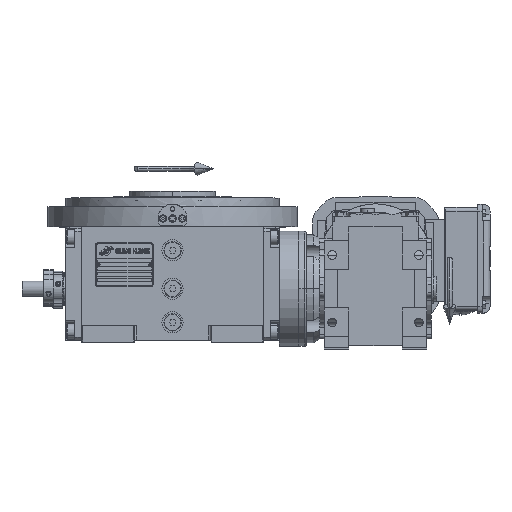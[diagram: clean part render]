
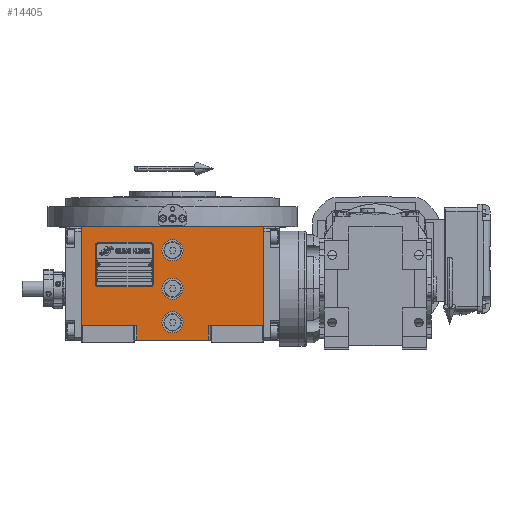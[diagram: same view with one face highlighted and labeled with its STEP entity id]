
A CAD part, top view. The second image highlights one B-rep face of the part: STEP entity #14405.
In plain terms, the highlighted planar face has unit normal (0, 0, 1).
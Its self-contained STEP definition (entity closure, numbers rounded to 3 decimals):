
#2454 = ORIENTED_EDGE ( 'NONE', *, *, #108476, .F. ) ;
#2721 = CARTESIAN_POINT ( 'NONE',  ( 37., -38.5, 163.5 ) ) ;
#4446 = EDGE_CURVE ( 'NONE', #35122, #81634, #61031, .T. ) ;
#6959 = EDGE_CURVE ( 'NONE', #41306, #30931, #56177, .T. ) ;
#8300 = DIRECTION ( 'NONE',  ( -1., 0., 0. ) ) ;
#9866 = EDGE_CURVE ( 'NONE', #14047, #18432, #22826, .T. ) ;
#10665 = VERTEX_POINT ( 'NONE', #43078 ) ;
#10688 = DIRECTION ( 'NONE',  ( 0., 0., 1. ) ) ;
#12045 = EDGE_CURVE ( 'NONE', #14047, #74150, #53100, .T. ) ;
#14047 = VERTEX_POINT ( 'NONE', #35727 ) ;
#14389 = DIRECTION ( 'NONE',  ( 0., 0., 1. ) ) ;
#14405 = ADVANCED_FACE ( 'NONE', ( #31788, #75401, #82100, #40081 ), #109152, .T. ) ;
#14814 = AXIS2_PLACEMENT_3D ( 'NONE', #37672, #45962, #70281 ) ;
#15330 = CARTESIAN_POINT ( 'NONE',  ( -37., -38.5, 163.5 ) ) ;
#16080 = EDGE_CURVE ( 'NONE', #30931, #41306, #89559, .T. ) ;
#16448 = ORIENTED_EDGE ( 'NONE', *, *, #22219, .F. ) ;
#16631 = CARTESIAN_POINT ( 'NONE',  ( 0., 40., 163.5 ) ) ;
#18432 = VERTEX_POINT ( 'NONE', #15330 ) ;
#18762 = LINE ( 'NONE', #59706, #85563 ) ;
#19635 = ORIENTED_EDGE ( 'NONE', *, *, #35587, .T. ) ;
#20428 = ORIENTED_EDGE ( 'NONE', *, *, #48027, .T. ) ;
#22219 = EDGE_CURVE ( 'NONE', #62622, #34734, #96207, .T. ) ;
#22289 = DIRECTION ( 'NONE',  ( 0., 1., 0. ) ) ;
#22723 = DIRECTION ( 'NONE',  ( 1., 0., 0. ) ) ;
#22826 = LINE ( 'NONE', #80874, #72624 ) ;
#23711 = ORIENTED_EDGE ( 'NONE', *, *, #9866, .F. ) ;
#23980 = VERTEX_POINT ( 'NONE', #90294 ) ;
#24547 = CARTESIAN_POINT ( 'NONE',  ( -94.5, -53.5, 163.5 ) ) ;
#25171 = ORIENTED_EDGE ( 'NONE', *, *, #12045, .T. ) ;
#25537 = CARTESIAN_POINT ( 'NONE',  ( -94.5, 64.5, 163.5 ) ) ;
#25722 = AXIS2_PLACEMENT_3D ( 'NONE', #73575, #91255, #8300 ) ;
#26565 = DIRECTION ( 'NONE',  ( 1., 0., 0. ) ) ;
#27008 = VECTOR ( 'NONE', #26565, 1000. ) ;
#27820 = DIRECTION ( 'NONE',  ( 1., 0., 0. ) ) ;
#30210 = EDGE_CURVE ( 'NONE', #10665, #98114, #39781, .T. ) ;
#30607 = ORIENTED_EDGE ( 'NONE', *, *, #108619, .T. ) ;
#30837 = VECTOR ( 'NONE', #22723, 1000. ) ;
#30931 = VERTEX_POINT ( 'NONE', #48343 ) ;
#31788 = FACE_BOUND ( 'NONE', #44943, .T. ) ;
#32204 = EDGE_LOOP ( 'NONE', ( #99706, #57822 ) ) ;
#32599 = DIRECTION ( 'NONE',  ( 1., 0., 0. ) ) ;
#34281 = LINE ( 'NONE', #82943, #73897 ) ;
#34734 = VERTEX_POINT ( 'NONE', #92732 ) ;
#35008 = AXIS2_PLACEMENT_3D ( 'NONE', #16631, #49820, #49281 ) ;
#35122 = VERTEX_POINT ( 'NONE', #73823 ) ;
#35587 = EDGE_CURVE ( 'NONE', #62622, #18432, #34281, .T. ) ;
#35727 = CARTESIAN_POINT ( 'NONE',  ( -37., -53.5, 163.5 ) ) ;
#36028 = CARTESIAN_POINT ( 'NONE',  ( 11., -35., 163.5 ) ) ;
#37672 = CARTESIAN_POINT ( 'NONE',  ( 0., 0., 163.5 ) ) ;
#39781 = CIRCLE ( 'NONE', #73297, 11. ) ;
#39875 = CARTESIAN_POINT ( 'NONE',  ( 94.5, -38.5, 163.5 ) ) ;
#40081 = FACE_OUTER_BOUND ( 'NONE', #70828, .T. ) ;
#40291 = CARTESIAN_POINT ( 'NONE',  ( -11., 40., 163.5 ) ) ;
#41306 = VERTEX_POINT ( 'NONE', #40291 ) ;
#43008 = ORIENTED_EDGE ( 'NONE', *, *, #16080, .F. ) ;
#43078 = CARTESIAN_POINT ( 'NONE',  ( 11., 0., 163.5 ) ) ;
#44240 = CARTESIAN_POINT ( 'NONE',  ( -37., -53.5, 163.5 ) ) ;
#44645 = CIRCLE ( 'NONE', #85229, 11. ) ;
#44943 = EDGE_LOOP ( 'NONE', ( #104699, #2454 ) ) ;
#45895 = DIRECTION ( 'NONE',  ( 0., 1., 0. ) ) ;
#45962 = DIRECTION ( 'NONE',  ( 0., 0., 1. ) ) ;
#46927 = LINE ( 'NONE', #2721, #74711 ) ;
#48027 = EDGE_CURVE ( 'NONE', #100850, #23980, #18762, .T. ) ;
#48129 = CARTESIAN_POINT ( 'NONE',  ( 0., 0., 163.5 ) ) ;
#48171 = CARTESIAN_POINT ( 'NONE',  ( 37., -38.5, 163.5 ) ) ;
#48343 = CARTESIAN_POINT ( 'NONE',  ( 11., 40., 163.5 ) ) ;
#49281 = DIRECTION ( 'NONE',  ( -1., 0., 0. ) ) ;
#49521 = VECTOR ( 'NONE', #103463, 1000. ) ;
#49820 = DIRECTION ( 'NONE',  ( 0., 0., 1. ) ) ;
#50550 = DIRECTION ( 'NONE',  ( 1., 0., 0. ) ) ;
#51635 = CARTESIAN_POINT ( 'NONE',  ( 0., 40., 163.5 ) ) ;
#53100 = LINE ( 'NONE', #44240, #27008 ) ;
#55235 = DIRECTION ( 'NONE',  ( 0., -1., 0. ) ) ;
#55446 = AXIS2_PLACEMENT_3D ( 'NONE', #24547, #64975, #50550 ) ;
#55889 = CARTESIAN_POINT ( 'NONE',  ( 0., -35., 163.5 ) ) ;
#56177 = CIRCLE ( 'NONE', #35008, 11. ) ;
#56601 = CARTESIAN_POINT ( 'NONE',  ( 37., -38.5, 163.5 ) ) ;
#57822 = ORIENTED_EDGE ( 'NONE', *, *, #4446, .F. ) ;
#59706 = CARTESIAN_POINT ( 'NONE',  ( 94.5, -38.5, 163.5 ) ) ;
#61031 = CIRCLE ( 'NONE', #25722, 11. ) ;
#61694 = CARTESIAN_POINT ( 'NONE',  ( -11., 0., 163.5 ) ) ;
#62622 = VERTEX_POINT ( 'NONE', #87580 ) ;
#64975 = DIRECTION ( 'NONE',  ( 0., 0., 1. ) ) ;
#65164 = EDGE_LOOP ( 'NONE', ( #43008, #69929 ) ) ;
#67550 = LINE ( 'NONE', #25537, #49521 ) ;
#67982 = DIRECTION ( 'NONE',  ( 1., 0., 0. ) ) ;
#68294 = AXIS2_PLACEMENT_3D ( 'NONE', #51635, #10688, #27820 ) ;
#69929 = ORIENTED_EDGE ( 'NONE', *, *, #6959, .F. ) ;
#69980 = EDGE_CURVE ( 'NONE', #34734, #23980, #67550, .T. ) ;
#70281 = DIRECTION ( 'NONE',  ( -1., 0., 0. ) ) ;
#70828 = EDGE_LOOP ( 'NONE', ( #25171, #90418, #30607, #20428, #103258, #16448, #19635, #23711 ) ) ;
#71760 = CARTESIAN_POINT ( 'NONE',  ( 37., -53.5, 163.5 ) ) ;
#71846 = CARTESIAN_POINT ( 'NONE',  ( -94.5, -38.5, 163.5 ) ) ;
#72624 = VECTOR ( 'NONE', #22289, 1000. ) ;
#73297 = AXIS2_PLACEMENT_3D ( 'NONE', #48129, #89050, #90141 ) ;
#73575 = CARTESIAN_POINT ( 'NONE',  ( 0., -35., 163.5 ) ) ;
#73823 = CARTESIAN_POINT ( 'NONE',  ( -11., -35., 163.5 ) ) ;
#73897 = VECTOR ( 'NONE', #67982, 1000. ) ;
#74150 = VERTEX_POINT ( 'NONE', #71760 ) ;
#74711 = VECTOR ( 'NONE', #55235, 1000. ) ;
#75401 = FACE_BOUND ( 'NONE', #32204, .T. ) ;
#78438 = VECTOR ( 'NONE', #45895, 1000. ) ;
#80874 = CARTESIAN_POINT ( 'NONE',  ( -37., -53.5, 163.5 ) ) ;
#81634 = VERTEX_POINT ( 'NONE', #36028 ) ;
#82100 = FACE_BOUND ( 'NONE', #65164, .T. ) ;
#82943 = CARTESIAN_POINT ( 'NONE',  ( -94.5, -38.5, 163.5 ) ) ;
#85229 = AXIS2_PLACEMENT_3D ( 'NONE', #55889, #14389, #32599 ) ;
#85563 = VECTOR ( 'NONE', #108926, 1000. ) ;
#87580 = CARTESIAN_POINT ( 'NONE',  ( -94.5, -38.5, 163.5 ) ) ;
#89050 = DIRECTION ( 'NONE',  ( 0., 0., 1. ) ) ;
#89559 = CIRCLE ( 'NONE', #68294, 11. ) ;
#90141 = DIRECTION ( 'NONE',  ( 1., 0., 0. ) ) ;
#90294 = CARTESIAN_POINT ( 'NONE',  ( 94.5, 64.5, 163.5 ) ) ;
#90418 = ORIENTED_EDGE ( 'NONE', *, *, #94950, .F. ) ;
#91255 = DIRECTION ( 'NONE',  ( 0., 0., 1. ) ) ;
#92732 = CARTESIAN_POINT ( 'NONE',  ( -94.5, 64.5, 163.5 ) ) ;
#94950 = EDGE_CURVE ( 'NONE', #108147, #74150, #46927, .T. ) ;
#96207 = LINE ( 'NONE', #71846, #78438 ) ;
#98114 = VERTEX_POINT ( 'NONE', #61694 ) ;
#99569 = LINE ( 'NONE', #48171, #30837 ) ;
#99706 = ORIENTED_EDGE ( 'NONE', *, *, #106203, .F. ) ;
#100850 = VERTEX_POINT ( 'NONE', #39875 ) ;
#101327 = CIRCLE ( 'NONE', #14814, 11. ) ;
#103258 = ORIENTED_EDGE ( 'NONE', *, *, #69980, .F. ) ;
#103463 = DIRECTION ( 'NONE',  ( 1., 0., 0. ) ) ;
#104699 = ORIENTED_EDGE ( 'NONE', *, *, #30210, .F. ) ;
#106203 = EDGE_CURVE ( 'NONE', #81634, #35122, #44645, .T. ) ;
#108147 = VERTEX_POINT ( 'NONE', #56601 ) ;
#108476 = EDGE_CURVE ( 'NONE', #98114, #10665, #101327, .T. ) ;
#108619 = EDGE_CURVE ( 'NONE', #108147, #100850, #99569, .T. ) ;
#108926 = DIRECTION ( 'NONE',  ( 0., 1., 0. ) ) ;
#109152 = PLANE ( 'NONE',  #55446 ) ;
